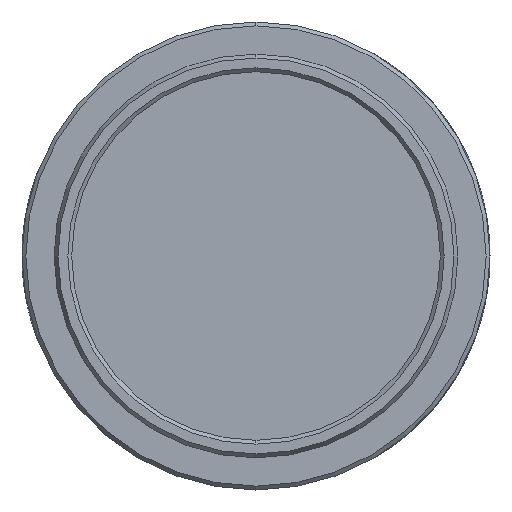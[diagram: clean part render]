
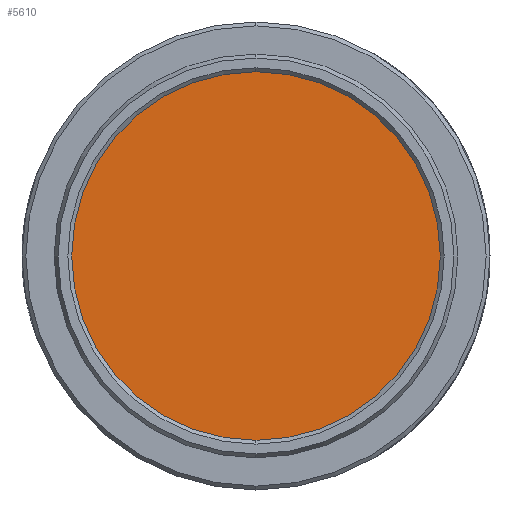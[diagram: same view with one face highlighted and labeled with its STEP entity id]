
A CAD part, left-side view. The second image highlights one B-rep face of the part: STEP entity #5610.
In plain terms, the highlighted planar face has unit normal (-1, 0, 0).
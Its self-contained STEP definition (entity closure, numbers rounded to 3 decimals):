
#555 = EDGE_CURVE ( 'NONE', #3079, #10058, #8381, .T. ) ;
#795 = DIRECTION ( 'NONE',  ( 0., 0.952, 0.306 ) ) ;
#1925 = CARTESIAN_POINT ( 'NONE',  ( -1.905, -11.957, -3.84 ) ) ;
#2544 = AXIS2_PLACEMENT_3D ( 'NONE', #3067, #11492, #4287 ) ;
#3067 = CARTESIAN_POINT ( 'NONE',  ( -1.905, 0., 0. ) ) ;
#3079 = VERTEX_POINT ( 'NONE', #1925 ) ;
#3341 = CARTESIAN_POINT ( 'NONE',  ( -1.905, 0., 0. ) ) ;
#4287 = DIRECTION ( 'NONE',  ( 0., 0.952, 0.306 ) ) ;
#4556 = PLANE ( 'NONE',  #7695 ) ;
#5610 = ADVANCED_FACE ( 'NONE', ( #13763 ), #4556, .F. ) ;
#5750 = DIRECTION ( 'NONE',  ( 1., 0., 0. ) ) ;
#6026 = EDGE_LOOP ( 'NONE', ( #8445, #9869 ) ) ;
#7157 = CARTESIAN_POINT ( 'NONE',  ( -1.905, 11.957, 3.84 ) ) ;
#7695 = AXIS2_PLACEMENT_3D ( 'NONE', #3341, #5750, #14193 ) ;
#8030 = DIRECTION ( 'NONE',  ( 1., 0., 0. ) ) ;
#8320 = AXIS2_PLACEMENT_3D ( 'NONE', #15259, #8030, #795 ) ;
#8381 = CIRCLE ( 'NONE', #8320, 12.559 ) ;
#8445 = ORIENTED_EDGE ( 'NONE', *, *, #11435, .F. ) ;
#9414 = CIRCLE ( 'NONE', #2544, 12.559 ) ;
#9869 = ORIENTED_EDGE ( 'NONE', *, *, #555, .F. ) ;
#10058 = VERTEX_POINT ( 'NONE', #7157 ) ;
#11435 = EDGE_CURVE ( 'NONE', #10058, #3079, #9414, .T. ) ;
#11492 = DIRECTION ( 'NONE',  ( 1., 0., 0. ) ) ;
#13763 = FACE_OUTER_BOUND ( 'NONE', #6026, .T. ) ;
#14193 = DIRECTION ( 'NONE',  ( 0., 0.952, 0.306 ) ) ;
#15259 = CARTESIAN_POINT ( 'NONE',  ( -1.905, 0., 0. ) ) ;
